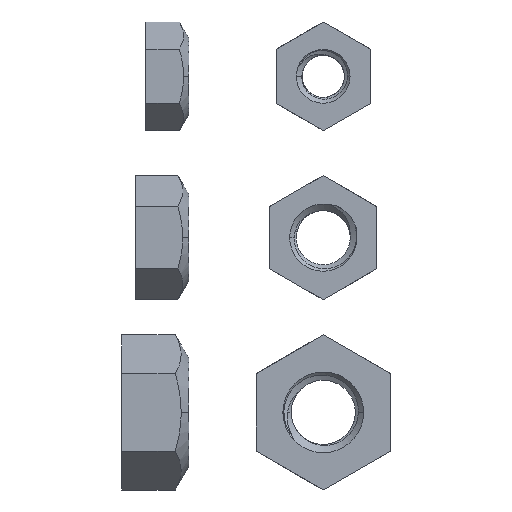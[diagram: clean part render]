
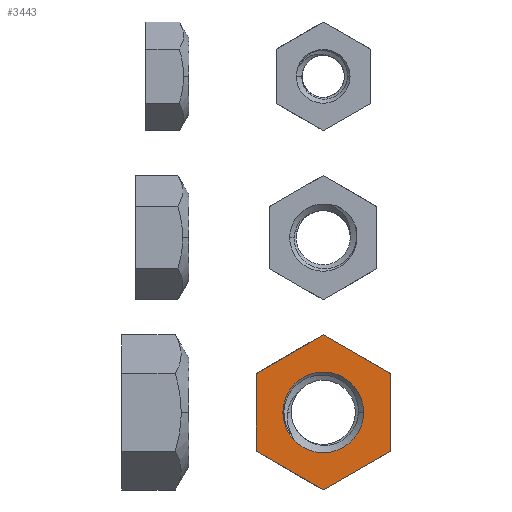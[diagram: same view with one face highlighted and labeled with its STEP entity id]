
A CAD part, front view. The second image highlights one B-rep face of the part: STEP entity #3443.
In plain terms, the highlighted face is planar.
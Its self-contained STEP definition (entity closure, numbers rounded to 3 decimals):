
#70 = EDGE_CURVE ( 'NONE', #134, #825, #5571, .T. ) ;
#134 = VERTEX_POINT ( 'NONE', #5308 ) ;
#159 = LINE ( 'NONE', #1951, #1106 ) ;
#189 = CARTESIAN_POINT ( 'NONE',  ( 0., -2.887, -5. ) ) ;
#211 = EDGE_CURVE ( 'NONE', #2380, #2808, #4405, .T. ) ;
#220 = EDGE_CURVE ( 'NONE', #1285, #4052, #3872, .T. ) ;
#244 = DIRECTION ( 'NONE',  ( -1., 0., 0. ) ) ;
#304 = CARTESIAN_POINT ( 'NONE',  ( 0., 6.325, 0. ) ) ;
#529 = CARTESIAN_POINT ( 'NONE',  ( 0., 5.774, 0. ) ) ;
#573 = CARTESIAN_POINT ( 'NONE',  ( 0., 0., 0. ) ) ;
#615 = VECTOR ( 'NONE', #2828, 1000. ) ;
#659 = CARTESIAN_POINT ( 'NONE',  ( 0., 0., -3. ) ) ;
#699 = CARTESIAN_POINT ( 'NONE',  ( 0., 2.887, -5. ) ) ;
#754 = DIRECTION ( 'NONE',  ( 0., 1., 0. ) ) ;
#766 = DIRECTION ( 'NONE',  ( 0., -1., 0. ) ) ;
#825 = VERTEX_POINT ( 'NONE', #189 ) ;
#858 = CARTESIAN_POINT ( 'NONE',  ( 0., 2.887, 5. ) ) ;
#985 = VERTEX_POINT ( 'NONE', #5172 ) ;
#1018 = VECTOR ( 'NONE', #3059, 1000. ) ;
#1106 = VECTOR ( 'NONE', #4115, 1000. ) ;
#1108 = ORIENTED_EDGE ( 'NONE', *, *, #3652, .T. ) ;
#1153 = PLANE ( 'NONE',  #3458 ) ;
#1204 = ORIENTED_EDGE ( 'NONE', *, *, #70, .T. ) ;
#1213 = EDGE_CURVE ( 'NONE', #1292, #985, #5404, .T. ) ;
#1285 = VERTEX_POINT ( 'NONE', #2894 ) ;
#1292 = VERTEX_POINT ( 'NONE', #659 ) ;
#1306 = CARTESIAN_POINT ( 'NONE',  ( 0., -2.887, 5. ) ) ;
#1533 = EDGE_CURVE ( 'NONE', #2808, #1285, #159, .T. ) ;
#1679 = CARTESIAN_POINT ( 'NONE',  ( 0., -2.887, 5. ) ) ;
#1690 = DIRECTION ( 'NONE',  ( 0., 0.5, 0.866 ) ) ;
#1771 = AXIS2_PLACEMENT_3D ( 'NONE', #3842, #2558, #5565 ) ;
#1911 = VECTOR ( 'NONE', #754, 1000. ) ;
#1951 = CARTESIAN_POINT ( 'NONE',  ( 0., 5.774, 0. ) ) ;
#2380 = VERTEX_POINT ( 'NONE', #699 ) ;
#2392 = EDGE_CURVE ( 'NONE', #985, #1292, #4386, .T. ) ;
#2401 = VECTOR ( 'NONE', #766, 1000. ) ;
#2452 = EDGE_LOOP ( 'NONE', ( #2609, #4973, #1108, #1204, #5290, #4719 ) ) ;
#2461 = LINE ( 'NONE', #3369, #1911 ) ;
#2558 = DIRECTION ( 'NONE',  ( -1., 0., 0. ) ) ;
#2609 = ORIENTED_EDGE ( 'NONE', *, *, #1533, .T. ) ;
#2808 = VERTEX_POINT ( 'NONE', #529 ) ;
#2828 = DIRECTION ( 'NONE',  ( 0., 0.5, -0.866 ) ) ;
#2894 = CARTESIAN_POINT ( 'NONE',  ( 0., 2.887, 5. ) ) ;
#2994 = EDGE_LOOP ( 'NONE', ( #3439, #3223 ) ) ;
#3006 = CARTESIAN_POINT ( 'NONE',  ( 0., 2.887, -5. ) ) ;
#3059 = DIRECTION ( 'NONE',  ( 0., -0.5, -0.866 ) ) ;
#3223 = ORIENTED_EDGE ( 'NONE', *, *, #2392, .T. ) ;
#3304 = DIRECTION ( 'NONE',  ( -1., 0., 0. ) ) ;
#3318 = CARTESIAN_POINT ( 'NONE',  ( 0., -5.774, 0. ) ) ;
#3369 = CARTESIAN_POINT ( 'NONE',  ( 0., -2.887, -5. ) ) ;
#3439 = ORIENTED_EDGE ( 'NONE', *, *, #1213, .T. ) ;
#3443 = ADVANCED_FACE ( 'PLANAR_0', ( #5598, #4746 ), #1153, .F. ) ;
#3458 = AXIS2_PLACEMENT_3D ( 'NONE', #304, #244, #4224 ) ;
#3652 = EDGE_CURVE ( 'NONE', #4052, #134, #5688, .T. ) ;
#3711 = VECTOR ( 'NONE', #1690, 1000. ) ;
#3842 = CARTESIAN_POINT ( 'NONE',  ( 0., 0., 0. ) ) ;
#3872 = LINE ( 'NONE', #858, #2401 ) ;
#4052 = VERTEX_POINT ( 'NONE', #1679 ) ;
#4115 = DIRECTION ( 'NONE',  ( 0., -0.5, 0.866 ) ) ;
#4224 = DIRECTION ( 'NONE',  ( 0., 0., 1. ) ) ;
#4386 = CIRCLE ( 'NONE', #1771, 3. ) ;
#4405 = LINE ( 'NONE', #3006, #3711 ) ;
#4477 = AXIS2_PLACEMENT_3D ( 'NONE', #573, #3304, #5523 ) ;
#4719 = ORIENTED_EDGE ( 'NONE', *, *, #211, .T. ) ;
#4746 = FACE_OUTER_BOUND ( 'NONE', #2452, .T. ) ;
#4756 = EDGE_CURVE ( 'NONE', #825, #2380, #2461, .T. ) ;
#4973 = ORIENTED_EDGE ( 'NONE', *, *, #220, .T. ) ;
#5172 = CARTESIAN_POINT ( 'NONE',  ( 0., 0., 3. ) ) ;
#5290 = ORIENTED_EDGE ( 'NONE', *, *, #4756, .T. ) ;
#5308 = CARTESIAN_POINT ( 'NONE',  ( 0., -5.774, 0. ) ) ;
#5404 = CIRCLE ( 'NONE', #4477, 3. ) ;
#5523 = DIRECTION ( 'NONE',  ( 0., 0., 1. ) ) ;
#5565 = DIRECTION ( 'NONE',  ( 0., 0., 1. ) ) ;
#5571 = LINE ( 'NONE', #3318, #615 ) ;
#5598 = FACE_BOUND ( 'NONE', #2994, .T. ) ;
#5688 = LINE ( 'NONE', #1306, #1018 ) ;
